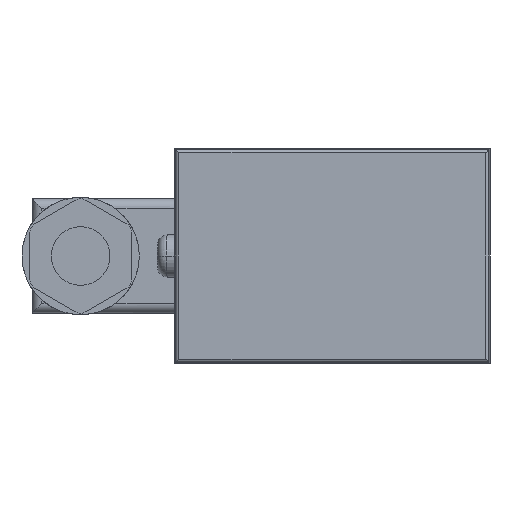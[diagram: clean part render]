
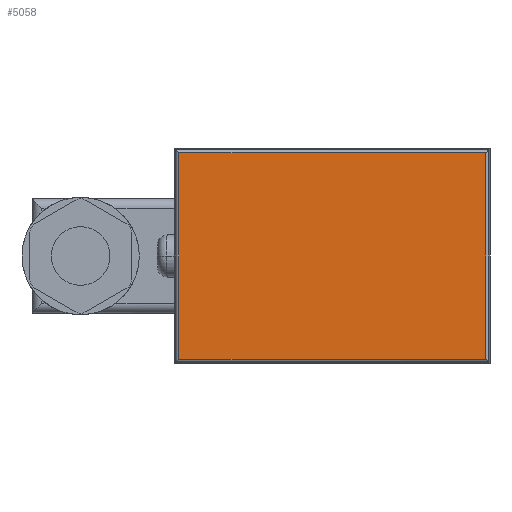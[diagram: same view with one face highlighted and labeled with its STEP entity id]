
A CAD part, left-side view. The second image highlights one B-rep face of the part: STEP entity #5058.
In plain terms, the highlighted planar face has unit normal (-1, 0, 0).
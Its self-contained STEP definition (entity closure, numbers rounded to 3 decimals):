
#198 = EDGE_CURVE ( 'NONE', #1379, #2863, #211, .T. ) ;
#211 = LINE ( 'NONE', #3721, #4496 ) ;
#353 = LINE ( 'NONE', #1880, #4780 ) ;
#881 = DIRECTION ( 'NONE',  ( 0., 0., -1. ) ) ;
#1102 = CARTESIAN_POINT ( 'NONE',  ( -57., 0., 0. ) ) ;
#1211 = ORIENTED_EDGE ( 'NONE', *, *, #4395, .T. ) ;
#1379 = VERTEX_POINT ( 'NONE', #2673 ) ;
#1529 = CARTESIAN_POINT ( 'NONE',  ( -57., -24.334, -16.334 ) ) ;
#1880 = CARTESIAN_POINT ( 'NONE',  ( -57., -24.334, 16.825 ) ) ;
#1937 = PLANE ( 'NONE',  #2511 ) ;
#1953 = DIRECTION ( 'NONE',  ( 0., 0., 1. ) ) ;
#2245 = VECTOR ( 'NONE', #881, 1000. ) ;
#2511 = AXIS2_PLACEMENT_3D ( 'NONE', #1102, #4438, #1953 ) ;
#2530 = CARTESIAN_POINT ( 'NONE',  ( -57., 24.334, -16.825 ) ) ;
#2644 = CARTESIAN_POINT ( 'NONE',  ( -57., -24.334, 16.334 ) ) ;
#2655 = ORIENTED_EDGE ( 'NONE', *, *, #198, .T. ) ;
#2673 = CARTESIAN_POINT ( 'NONE',  ( -57., 24.334, -16.334 ) ) ;
#2863 = VERTEX_POINT ( 'NONE', #1529 ) ;
#2926 = CARTESIAN_POINT ( 'NONE',  ( -57., 24.334, 16.334 ) ) ;
#3155 = FACE_OUTER_BOUND ( 'NONE', #3524, .T. ) ;
#3486 = CARTESIAN_POINT ( 'NONE',  ( -57., 24.825, 16.334 ) ) ;
#3524 = EDGE_LOOP ( 'NONE', ( #1211, #4302, #4139, #2655 ) ) ;
#3658 = VECTOR ( 'NONE', #4745, 1000. ) ;
#3721 = CARTESIAN_POINT ( 'NONE',  ( -57., -24.825, -16.334 ) ) ;
#3739 = DIRECTION ( 'NONE',  ( 0., -1., 0. ) ) ;
#3788 = LINE ( 'NONE', #3486, #3658 ) ;
#4139 = ORIENTED_EDGE ( 'NONE', *, *, #5307, .T. ) ;
#4302 = ORIENTED_EDGE ( 'NONE', *, *, #4870, .T. ) ;
#4395 = EDGE_CURVE ( 'NONE', #2863, #4827, #353, .T. ) ;
#4438 = DIRECTION ( 'NONE',  ( -1., 0., 0. ) ) ;
#4445 = LINE ( 'NONE', #2530, #2245 ) ;
#4496 = VECTOR ( 'NONE', #3739, 1000. ) ;
#4745 = DIRECTION ( 'NONE',  ( 0., 1., 0. ) ) ;
#4780 = VECTOR ( 'NONE', #4797, 1000. ) ;
#4797 = DIRECTION ( 'NONE',  ( 0., 0., 1. ) ) ;
#4827 = VERTEX_POINT ( 'NONE', #2644 ) ;
#4870 = EDGE_CURVE ( 'NONE', #4827, #5231, #3788, .T. ) ;
#5058 = ADVANCED_FACE ( 'NONE', ( #3155 ), #1937, .T. ) ;
#5231 = VERTEX_POINT ( 'NONE', #2926 ) ;
#5307 = EDGE_CURVE ( 'NONE', #5231, #1379, #4445, .T. ) ;
